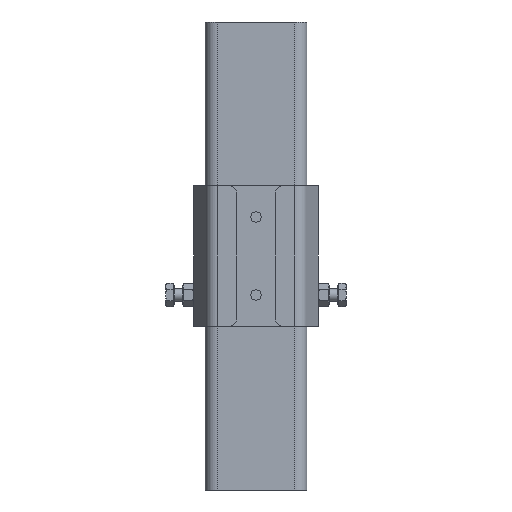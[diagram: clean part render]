
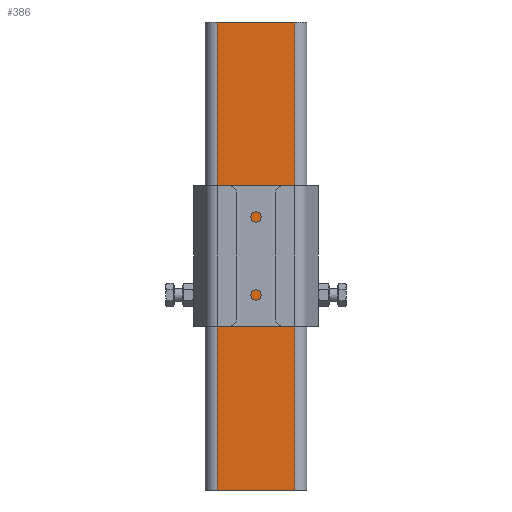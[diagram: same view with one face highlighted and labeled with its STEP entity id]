
A CAD part, front view. The second image highlights one B-rep face of the part: STEP entity #386.
In plain terms, the highlighted face is planar.
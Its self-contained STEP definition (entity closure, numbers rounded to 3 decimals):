
#386=ADVANCED_FACE('NONE',(#750),#751,.T.);
#750=FACE_OUTER_BOUND('',#1111,.T.);
#751=PLANE('',#1112);
#1111=EDGE_LOOP('',(#1845,#1846,#1847,#1848));
#1112=AXIS2_PLACEMENT_3D('',#1849,#1850,#1851);
#1845=ORIENTED_EDGE('',*,*,#2197,.F.);
#1846=ORIENTED_EDGE('',*,*,#2417,.F.);
#1847=ORIENTED_EDGE('',*,*,#2126,.T.);
#1848=ORIENTED_EDGE('',*,*,#2418,.T.);
#1849=CARTESIAN_POINT('',(-24.9,60.,-300.));
#1850=DIRECTION('',(0.,1.,0.));
#1851=DIRECTION('',(1.,0.,0.));
#2126=EDGE_CURVE('NONE',#2481,#2479,#2482,.T.);
#2197=EDGE_CURVE('NONE',#2611,#2613,#2614,.T.);
#2417=EDGE_CURVE('NONE',#2481,#2611,#2933,.T.);
#2418=EDGE_CURVE('NONE',#2479,#2613,#2934,.T.);
#2479=VERTEX_POINT('NONE',#3000);
#2481=VERTEX_POINT('NONE',#3002);
#2482=LINE('',#3003,#3004);
#2611=VERTEX_POINT('NONE',#3184);
#2613=VERTEX_POINT('NONE',#3186);
#2614=LINE('',#3187,#3188);
#2933=LINE('',#3739,#3740);
#2934=LINE('',#3741,#3742);
#3000=CARTESIAN_POINT('',(-24.9,60.,-300.));
#3002=CARTESIAN_POINT('',(24.9,60.,-300.));
#3003=CARTESIAN_POINT('',(-24.9,60.,-300.));
#3004=VECTOR('',#3812,1.);
#3184=CARTESIAN_POINT('',(24.9,60.,0.));
#3186=CARTESIAN_POINT('',(-24.9,60.,0.));
#3187=CARTESIAN_POINT('',(-24.9,60.,0.));
#3188=VECTOR('',#3919,1.);
#3739=CARTESIAN_POINT('',(24.9,60.,-300.));
#3740=VECTOR('',#4162,1.);
#3741=CARTESIAN_POINT('',(-24.9,60.,-300.));
#3742=VECTOR('',#4163,1.);
#3812=DIRECTION('',(-1.,0.,0.));
#3919=DIRECTION('',(-1.,0.,0.));
#4162=DIRECTION('',(0.,0.,1.));
#4163=DIRECTION('',(0.,0.,1.));
